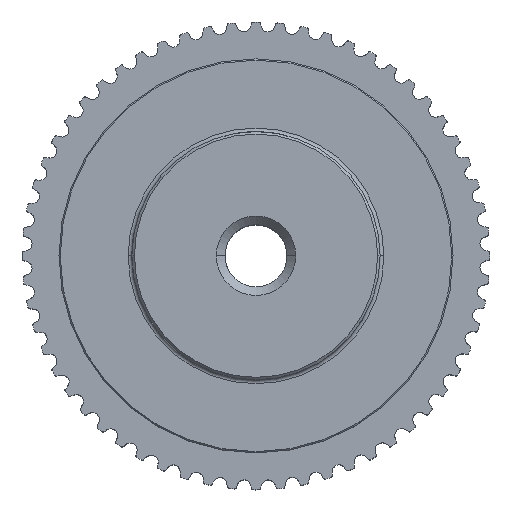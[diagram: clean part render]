
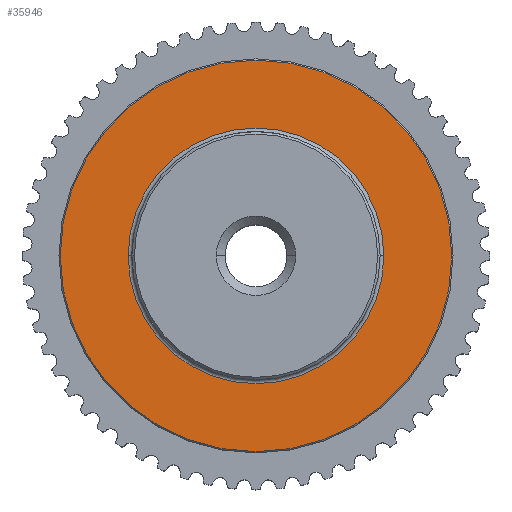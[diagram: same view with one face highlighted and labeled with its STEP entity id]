
A CAD part, top view. The second image highlights one B-rep face of the part: STEP entity #35946.
In plain terms, the highlighted planar face has unit normal (0, 0, 1).
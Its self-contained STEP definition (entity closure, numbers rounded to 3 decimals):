
#545 = DIRECTION ( 'NONE',  ( 1., 0., 0. ) ) ;
#1604 = CIRCLE ( 'NONE', #15738, 15.775 ) ;
#1728 = AXIS2_PLACEMENT_3D ( 'NONE', #15865, #18505, #21621 ) ;
#1760 = ORIENTED_EDGE ( 'NONE', *, *, #15394, .T. ) ;
#1772 = DIRECTION ( 'NONE',  ( 0., 0., 1. ) ) ;
#3905 = VERTEX_POINT ( 'NONE', #19439 ) ;
#5081 = CIRCLE ( 'NONE', #32527, 10.3 ) ;
#6065 = CIRCLE ( 'NONE', #1728, 10.3 ) ;
#6567 = DIRECTION ( 'NONE',  ( 0., 0., 1. ) ) ;
#6936 = DIRECTION ( 'NONE',  ( 0., 0., 1. ) ) ;
#7199 = DIRECTION ( 'NONE',  ( 0., 0., -1. ) ) ;
#12531 = ORIENTED_EDGE ( 'NONE', *, *, #30729, .T. ) ;
#13587 = CARTESIAN_POINT ( 'NONE',  ( 10.3, 0., 11. ) ) ;
#14640 = VERTEX_POINT ( 'NONE', #13587 ) ;
#15394 = EDGE_CURVE ( 'NONE', #3905, #14640, #5081, .T. ) ;
#15684 = AXIS2_PLACEMENT_3D ( 'NONE', #34949, #6567, #545 ) ;
#15738 = AXIS2_PLACEMENT_3D ( 'NONE', #24146, #6936, #35441 ) ;
#15865 = CARTESIAN_POINT ( 'NONE',  ( 0., 0., 11. ) ) ;
#16365 = EDGE_LOOP ( 'NONE', ( #33336, #28169 ) ) ;
#17961 = VERTEX_POINT ( 'NONE', #23925 ) ;
#18505 = DIRECTION ( 'NONE',  ( 0., 0., -1. ) ) ;
#19439 = CARTESIAN_POINT ( 'NONE',  ( -10.3, 0., 11. ) ) ;
#21545 = AXIS2_PLACEMENT_3D ( 'NONE', #24368, #1772, #26965 ) ;
#21621 = DIRECTION ( 'NONE',  ( 1., 0., 0. ) ) ;
#22340 = FACE_OUTER_BOUND ( 'NONE', #16365, .T. ) ;
#23614 = CIRCLE ( 'NONE', #21545, 15.775 ) ;
#23925 = CARTESIAN_POINT ( 'NONE',  ( 15.775, 0., 11. ) ) ;
#24146 = CARTESIAN_POINT ( 'NONE',  ( 0., 0., 11. ) ) ;
#24368 = CARTESIAN_POINT ( 'NONE',  ( 0., 0., 11. ) ) ;
#24561 = EDGE_CURVE ( 'NONE', #17961, #33017, #1604, .T. ) ;
#26145 = PLANE ( 'NONE',  #15684 ) ;
#26965 = DIRECTION ( 'NONE',  ( 1., 0., 0. ) ) ;
#27198 = EDGE_CURVE ( 'NONE', #33017, #17961, #23614, .T. ) ;
#28169 = ORIENTED_EDGE ( 'NONE', *, *, #24561, .T. ) ;
#30009 = DIRECTION ( 'NONE',  ( 1., 0., 0. ) ) ;
#30698 = EDGE_LOOP ( 'NONE', ( #12531, #1760 ) ) ;
#30729 = EDGE_CURVE ( 'NONE', #14640, #3905, #6065, .T. ) ;
#32527 = AXIS2_PLACEMENT_3D ( 'NONE', #32715, #7199, #30009 ) ;
#32562 = FACE_BOUND ( 'NONE', #30698, .T. ) ;
#32715 = CARTESIAN_POINT ( 'NONE',  ( 0., 0., 11. ) ) ;
#33017 = VERTEX_POINT ( 'NONE', #35114 ) ;
#33336 = ORIENTED_EDGE ( 'NONE', *, *, #27198, .T. ) ;
#34949 = CARTESIAN_POINT ( 'NONE',  ( 0., 0., 11. ) ) ;
#35114 = CARTESIAN_POINT ( 'NONE',  ( -15.775, 0., 11. ) ) ;
#35441 = DIRECTION ( 'NONE',  ( 1., 0., 0. ) ) ;
#35946 = ADVANCED_FACE ( 'NONE', ( #22340, #32562 ), #26145, .T. ) ;
